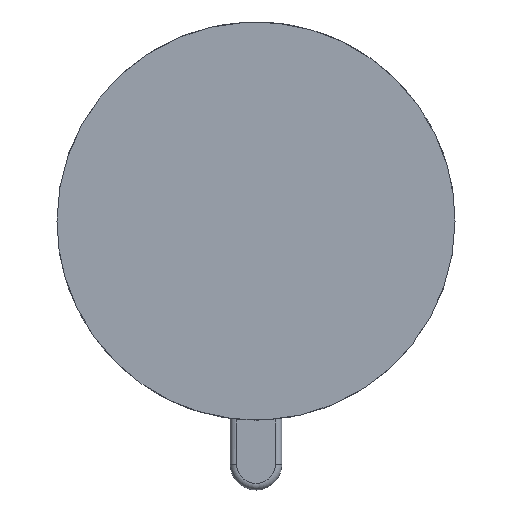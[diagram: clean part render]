
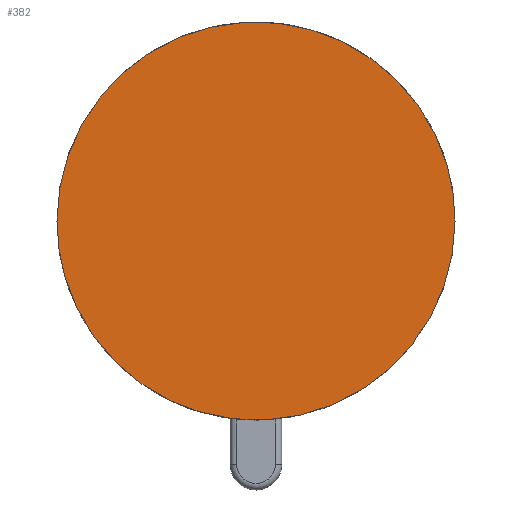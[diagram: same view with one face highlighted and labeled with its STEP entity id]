
A CAD part, front view. The second image highlights one B-rep face of the part: STEP entity #382.
In plain terms, the highlighted planar face has unit normal (0, -1, 0).
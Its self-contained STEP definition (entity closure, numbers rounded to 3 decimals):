
#335=CARTESIAN_POINT('Axis2P3D Location',(0.,12.5,0.)) ;
#341=CARTESIAN_POINT('Control Point',(-92.5,12.5,0.)) ;
#342=CARTESIAN_POINT('Control Point',(-92.5,12.5,14.53)) ;
#343=CARTESIAN_POINT('Control Point',(-89.647,12.5,29.06)) ;
#344=CARTESIAN_POINT('Control Point',(-83.938,12.5,42.842)) ;
#345=CARTESIAN_POINT('Control Point',(-67.425,12.5,67.425)) ;
#346=CARTESIAN_POINT('Control Point',(-42.842,12.5,83.938)) ;
#347=CARTESIAN_POINT('Control Point',(-29.06,12.5,89.647)) ;
#348=CARTESIAN_POINT('Control Point',(0.,12.5,95.353)) ;
#349=CARTESIAN_POINT('Control Point',(29.06,12.5,89.647)) ;
#350=CARTESIAN_POINT('Control Point',(42.842,12.5,83.938)) ;
#351=CARTESIAN_POINT('Control Point',(67.425,12.5,67.425)) ;
#352=CARTESIAN_POINT('Control Point',(83.938,12.5,42.842)) ;
#353=CARTESIAN_POINT('Control Point',(89.647,12.5,29.06)) ;
#354=CARTESIAN_POINT('Control Point',(92.5,12.5,14.53)) ;
#355=CARTESIAN_POINT('Control Point',(92.5,12.5,0.)) ;
#356=CARTESIAN_POINT('Vertex',(-92.5,12.5,0.)) ;
#358=CARTESIAN_POINT('Vertex',(92.5,12.5,0.)) ;
#362=CARTESIAN_POINT('Control Point',(92.5,12.5,0.)) ;
#363=CARTESIAN_POINT('Control Point',(92.5,12.5,-14.53)) ;
#364=CARTESIAN_POINT('Control Point',(89.647,12.5,-29.06)) ;
#365=CARTESIAN_POINT('Control Point',(83.938,12.5,-42.842)) ;
#366=CARTESIAN_POINT('Control Point',(67.425,12.5,-67.425)) ;
#367=CARTESIAN_POINT('Control Point',(42.842,12.5,-83.938)) ;
#368=CARTESIAN_POINT('Control Point',(29.06,12.5,-89.647)) ;
#369=CARTESIAN_POINT('Control Point',(0.,12.5,-95.353)) ;
#370=CARTESIAN_POINT('Control Point',(-29.06,12.5,-89.647)) ;
#371=CARTESIAN_POINT('Control Point',(-42.842,12.5,-83.938)) ;
#372=CARTESIAN_POINT('Control Point',(-67.425,12.5,-67.425)) ;
#373=CARTESIAN_POINT('Control Point',(-83.938,12.5,-42.842)) ;
#374=CARTESIAN_POINT('Control Point',(-89.647,12.5,-29.06)) ;
#375=CARTESIAN_POINT('Control Point',(-92.5,12.5,-14.53)) ;
#376=CARTESIAN_POINT('Control Point',(-92.5,12.5,0.)) ;
#336=DIRECTION('Axis2P3D Direction',(0.,1.,-0.)) ;
#337=DIRECTION('Axis2P3D XDirection',(-1.,0.,0.)) ;
#338=AXIS2_PLACEMENT_3D('Plane Axis2P3D',#335,#336,#337) ;
#339=PLANE('',#338) ;
#360=EDGE_CURVE('',#357,#359,#340,.T.) ;
#377=EDGE_CURVE('',#359,#357,#361,.T.) ;
#379=ORIENTED_EDGE('',*,*,#360,.F.) ;
#380=ORIENTED_EDGE('',*,*,#377,.F.) ;
#378=EDGE_LOOP('',(#379,#380)) ;
#357=VERTEX_POINT('',#356) ;
#359=VERTEX_POINT('',#358) ;
#382=ADVANCED_FACE('PartBody',(#381),#339,.F.) ;
#340=B_SPLINE_CURVE_WITH_KNOTS('',5,(#341,#342,#343,#344,#345,#346,#347,#348,#349,#350,#351,#352,#353,#354,#355),.UNSPECIFIED.,.F.,.U.,(6,3,3,3,6),(0.,72.649,145.299,217.948,290.597),.UNSPECIFIED.) ;
#361=B_SPLINE_CURVE_WITH_KNOTS('',5,(#362,#363,#364,#365,#366,#367,#368,#369,#370,#371,#372,#373,#374,#375,#376),.UNSPECIFIED.,.F.,.U.,(6,3,3,3,6),(290.597,363.247,435.896,508.545,581.195),.UNSPECIFIED.) ;
#381=FACE_OUTER_BOUND('',#378,.T.) ;
